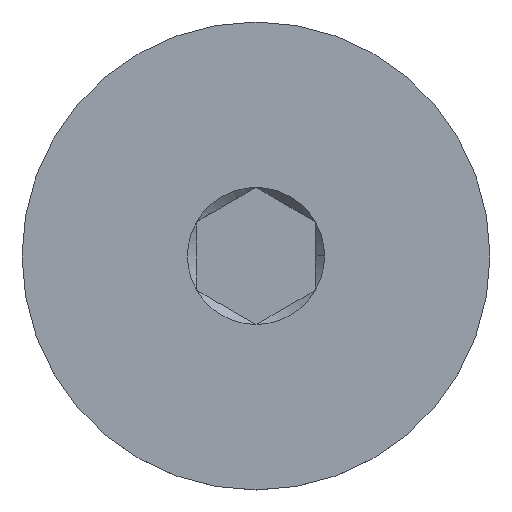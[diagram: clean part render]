
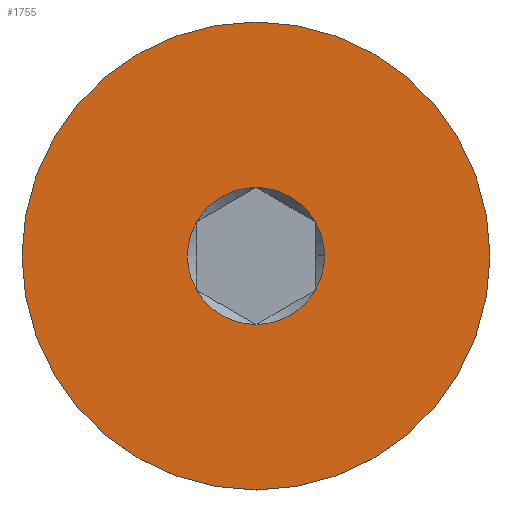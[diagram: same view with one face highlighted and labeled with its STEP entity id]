
A CAD part, top view. The second image highlights one B-rep face of the part: STEP entity #1755.
In plain terms, the highlighted planar face has unit normal (0, 0, 1).
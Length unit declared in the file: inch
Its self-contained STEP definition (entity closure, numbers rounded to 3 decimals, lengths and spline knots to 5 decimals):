
#56 = CARTESIAN_POINT ( 'NONE',  ( 0., 0.0985, 0. ) ) ;
#167 = ORIENTED_EDGE ( 'NONE', *, *, #1610, .F. ) ;
#224 = AXIS2_PLACEMENT_3D ( 'NONE', #3745, #760, #5020 ) ;
#241 = CARTESIAN_POINT ( 'NONE',  ( 0., 0., 0. ) ) ;
#344 = CIRCLE ( 'NONE', #1469, 0.0985 ) ;
#378 = AXIS2_PLACEMENT_3D ( 'NONE', #4226, #2525, #794 ) ;
#447 = EDGE_CURVE ( 'NONE', #5284, #3875, #3719, .T. ) ;
#540 = CARTESIAN_POINT ( 'NONE',  ( 0., 0.02887, 0. ) ) ;
#542 = ORIENTED_EDGE ( 'NONE', *, *, #4259, .F. ) ;
#586 = PLANE ( 'NONE',  #1358 ) ;
#652 = AXIS2_PLACEMENT_3D ( 'NONE', #781, #1223, #4639 ) ;
#655 = AXIS2_PLACEMENT_3D ( 'NONE', #4113, #2390, #5386 ) ;
#677 = CIRCLE ( 'NONE', #224, 0.02887 ) ;
#760 = DIRECTION ( 'NONE',  ( 0., 0., 1. ) ) ;
#781 = CARTESIAN_POINT ( 'NONE',  ( 0., 0., 0. ) ) ;
#794 = DIRECTION ( 'NONE',  ( 0., -1., 0. ) ) ;
#795 = CARTESIAN_POINT ( 'NONE',  ( -0.025, 0.01443, 0. ) ) ;
#817 = ORIENTED_EDGE ( 'NONE', *, *, #1870, .F. ) ;
#822 = CIRCLE ( 'NONE', #652, 0.02887 ) ;
#835 = CIRCLE ( 'NONE', #1787, 0.02887 ) ;
#995 = VERTEX_POINT ( 'NONE', #56 ) ;
#1008 = VERTEX_POINT ( 'NONE', #5163 ) ;
#1131 = CIRCLE ( 'NONE', #2645, 0.02887 ) ;
#1223 = DIRECTION ( 'NONE',  ( 0., 0., 1. ) ) ;
#1272 = CARTESIAN_POINT ( 'NONE',  ( 0., 0., 0. ) ) ;
#1319 = VERTEX_POINT ( 'NONE', #2076 ) ;
#1358 = AXIS2_PLACEMENT_3D ( 'NONE', #3984, #4827, #4424 ) ;
#1469 = AXIS2_PLACEMENT_3D ( 'NONE', #4710, #2652, #3850 ) ;
#1512 = EDGE_CURVE ( 'NONE', #995, #4775, #3648, .T. ) ;
#1528 = ORIENTED_EDGE ( 'NONE', *, *, #2461, .F. ) ;
#1610 = EDGE_CURVE ( 'NONE', #3599, #1319, #835, .T. ) ;
#1630 = FACE_OUTER_BOUND ( 'NONE', #2583, .T. ) ;
#1743 = CARTESIAN_POINT ( 'NONE',  ( 0., -0.0985, 0. ) ) ;
#1755 = ADVANCED_FACE ( 'NONE', ( #4875, #1630 ), #586, .F. ) ;
#1756 = CARTESIAN_POINT ( 'NONE',  ( 0., 0., 0. ) ) ;
#1787 = AXIS2_PLACEMENT_3D ( 'NONE', #2581, #3011, #5155 ) ;
#1837 = EDGE_CURVE ( 'NONE', #3875, #3599, #3491, .T. ) ;
#1870 = EDGE_CURVE ( 'NONE', #1008, #4399, #822, .T. ) ;
#1880 = ORIENTED_EDGE ( 'NONE', *, *, #1512, .T. ) ;
#1979 = CARTESIAN_POINT ( 'NONE',  ( 0.02887, 0., 0. ) ) ;
#2076 = CARTESIAN_POINT ( 'NONE',  ( -0.025, -0.01443, 0. ) ) ;
#2140 = EDGE_LOOP ( 'NONE', ( #5466, #3016, #542, #2741, #817, #1528, #167 ) ) ;
#2390 = DIRECTION ( 'NONE',  ( 0., 0., 1. ) ) ;
#2461 = EDGE_CURVE ( 'NONE', #1319, #1008, #677, .T. ) ;
#2486 = CARTESIAN_POINT ( 'NONE',  ( 0.025, -0.01443, 0. ) ) ;
#2525 = DIRECTION ( 'NONE',  ( 0., 0., 1. ) ) ;
#2581 = CARTESIAN_POINT ( 'NONE',  ( 0., 0., 0. ) ) ;
#2583 = EDGE_LOOP ( 'NONE', ( #3465, #1880 ) ) ;
#2645 = AXIS2_PLACEMENT_3D ( 'NONE', #241, #4026, #4955 ) ;
#2652 = DIRECTION ( 'NONE',  ( 0., 0., 1. ) ) ;
#2741 = ORIENTED_EDGE ( 'NONE', *, *, #3312, .F. ) ;
#2916 = DIRECTION ( 'NONE',  ( 1., 0., 0. ) ) ;
#2989 = DIRECTION ( 'NONE',  ( 1., 0., 0. ) ) ;
#3011 = DIRECTION ( 'NONE',  ( 0., 0., 1. ) ) ;
#3016 = ORIENTED_EDGE ( 'NONE', *, *, #447, .F. ) ;
#3312 = EDGE_CURVE ( 'NONE', #4399, #3331, #1131, .T. ) ;
#3331 = VERTEX_POINT ( 'NONE', #1979 ) ;
#3459 = DIRECTION ( 'NONE',  ( 0., 0., 1. ) ) ;
#3465 = ORIENTED_EDGE ( 'NONE', *, *, #3750, .T. ) ;
#3491 = CIRCLE ( 'NONE', #4459, 0.02887 ) ;
#3599 = VERTEX_POINT ( 'NONE', #795 ) ;
#3648 = CIRCLE ( 'NONE', #378, 0.0985 ) ;
#3719 = CIRCLE ( 'NONE', #4909, 0.02887 ) ;
#3745 = CARTESIAN_POINT ( 'NONE',  ( 0., 0., 0. ) ) ;
#3750 = EDGE_CURVE ( 'NONE', #4775, #995, #344, .T. ) ;
#3850 = DIRECTION ( 'NONE',  ( 0., -1., 0. ) ) ;
#3875 = VERTEX_POINT ( 'NONE', #540 ) ;
#3922 = CIRCLE ( 'NONE', #655, 0.02887 ) ;
#3984 = CARTESIAN_POINT ( 'NONE',  ( 0., 0., 0. ) ) ;
#4026 = DIRECTION ( 'NONE',  ( 0., 0., 1. ) ) ;
#4113 = CARTESIAN_POINT ( 'NONE',  ( 0., 0., 0. ) ) ;
#4226 = CARTESIAN_POINT ( 'NONE',  ( 0., 0., 0. ) ) ;
#4229 = DIRECTION ( 'NONE',  ( 0., 0., 1. ) ) ;
#4259 = EDGE_CURVE ( 'NONE', #3331, #5284, #3922, .T. ) ;
#4399 = VERTEX_POINT ( 'NONE', #2486 ) ;
#4424 = DIRECTION ( 'NONE',  ( 0., 1., 0. ) ) ;
#4459 = AXIS2_PLACEMENT_3D ( 'NONE', #1272, #4229, #2916 ) ;
#4565 = CARTESIAN_POINT ( 'NONE',  ( 0.025, 0.01443, 0. ) ) ;
#4639 = DIRECTION ( 'NONE',  ( 1., 0., 0. ) ) ;
#4710 = CARTESIAN_POINT ( 'NONE',  ( 0., 0., 0. ) ) ;
#4775 = VERTEX_POINT ( 'NONE', #1743 ) ;
#4827 = DIRECTION ( 'NONE',  ( 0., 0., -1. ) ) ;
#4875 = FACE_BOUND ( 'NONE', #2140, .T. ) ;
#4909 = AXIS2_PLACEMENT_3D ( 'NONE', #1756, #3459, #2989 ) ;
#4955 = DIRECTION ( 'NONE',  ( 1., 0., 0. ) ) ;
#5020 = DIRECTION ( 'NONE',  ( 1., 0., 0. ) ) ;
#5155 = DIRECTION ( 'NONE',  ( 1., 0., 0. ) ) ;
#5163 = CARTESIAN_POINT ( 'NONE',  ( 0., -0.02887, 0. ) ) ;
#5284 = VERTEX_POINT ( 'NONE', #4565 ) ;
#5386 = DIRECTION ( 'NONE',  ( 1., 0., 0. ) ) ;
#5466 = ORIENTED_EDGE ( 'NONE', *, *, #1837, .F. ) ;
